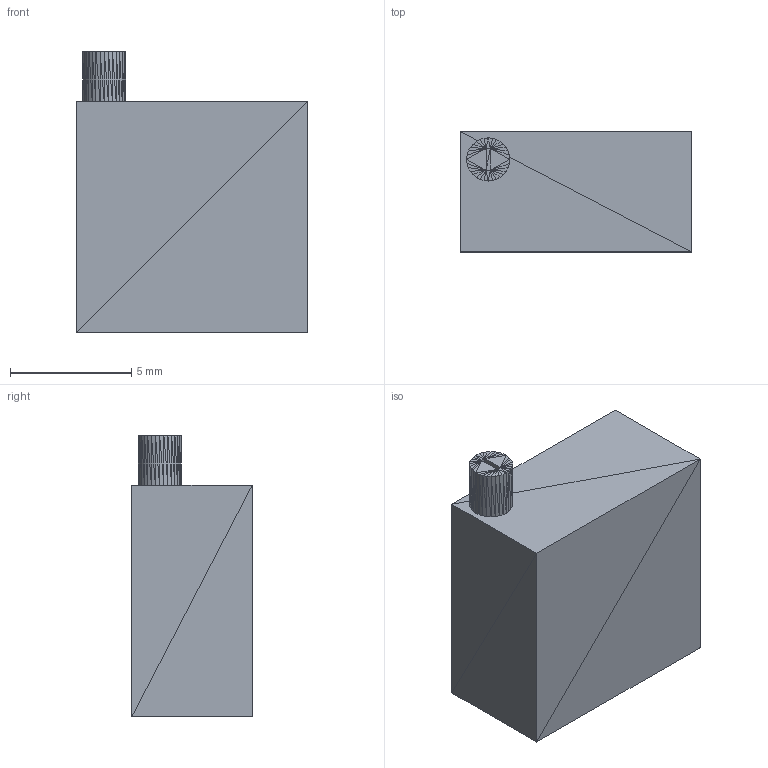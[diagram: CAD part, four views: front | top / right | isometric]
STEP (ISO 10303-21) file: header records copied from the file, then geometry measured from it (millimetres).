
FILE_DESCRIPTION(('STEP AP214'),'1');
FILE_NAME('POT_3296W','2016-06-09T23:25:08',(''),(''),'','','');
FILE_SCHEMA(('AUTOMOTIVE_DESIGN'));
Length unit declared in the file: millimetre
Products named in the file (1): product
Bounding box: 9.53 x 4.95 x 11.56 mm (x, y, z)
Surface area: 390.4 mm2 (no closed solid volume)
Topology: 0 solids, 348 shells, 348 faces, 1044 edges, 1044 vertices
Faces by surface type: plane 348
Entity records: 11561 total; most frequent: CARTESIAN_POINT 2437, DIRECTION 1742, ORIENTED_EDGE 1044, EDGE_CURVE 1044, VERTEX_POINT 1044, LINE 1044, VECTOR 1044, AXIS2_PLACEMENT_3D 349
